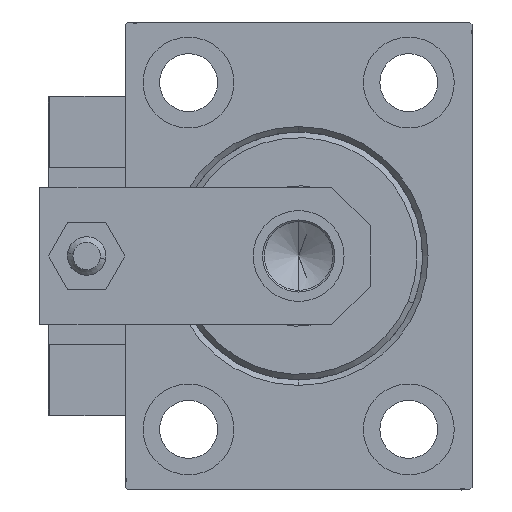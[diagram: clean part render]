
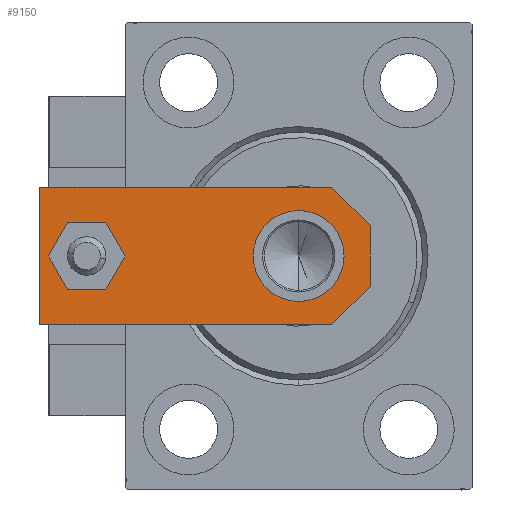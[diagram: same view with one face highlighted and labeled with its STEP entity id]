
A CAD part, left-side view. The second image highlights one B-rep face of the part: STEP entity #9150.
In plain terms, the highlighted face is planar.
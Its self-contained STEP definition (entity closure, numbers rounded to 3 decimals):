
#2203 = VERTEX_POINT ( 'NONE', #7728 ) ;
#2392 = VERTEX_POINT ( 'NONE', #10253 ) ;
#2395 = FACE_BOUND ( 'NONE', #14157, .T. ) ;
#2536 = VERTEX_POINT ( 'NONE', #48509 ) ;
#3286 = DIRECTION ( 'NONE',  ( 1., 0., 0. ) ) ;
#3548 = LINE ( 'NONE', #15077, #14001 ) ;
#3615 = EDGE_CURVE ( 'NONE', #2536, #41430, #50542, .T. ) ;
#3965 = VECTOR ( 'NONE', #3286, 1000. ) ;
#4124 = VERTEX_POINT ( 'NONE', #30412 ) ;
#4520 = ORIENTED_EDGE ( 'NONE', *, *, #14561, .T. ) ;
#5023 = CIRCLE ( 'NONE', #14824, 4. ) ;
#6454 = DIRECTION ( 'NONE',  ( 0.707, -0.707, 0. ) ) ;
#7028 = CIRCLE ( 'NONE', #35705, 8.25 ) ;
#7069 = AXIS2_PLACEMENT_3D ( 'NONE', #28994, #17428, #28754 ) ;
#7728 = CARTESIAN_POINT ( 'NONE',  ( -12.5, 7., 6. ) ) ;
#8030 = LINE ( 'NONE', #16214, #30795 ) ;
#9150 = ADVANCED_FACE ( 'NONE', ( #47321, #43475, #2395 ), #45251, .T. ) ;
#9529 = LINE ( 'NONE', #30055, #39422 ) ;
#9615 = VECTOR ( 'NONE', #37271, 1000. ) ;
#10253 = CARTESIAN_POINT ( 'NONE',  ( -4., 51.5, 6. ) ) ;
#11659 = EDGE_CURVE ( 'NONE', #45196, #29039, #23704, .T. ) ;
#11719 = CARTESIAN_POINT ( 'NONE',  ( -12.5, 0., 6. ) ) ;
#11936 = EDGE_LOOP ( 'NONE', ( #47750, #14641 ) ) ;
#13234 = ORIENTED_EDGE ( 'NONE', *, *, #3615, .T. ) ;
#13281 = DIRECTION ( 'NONE',  ( 1., 0., 0. ) ) ;
#13295 = CARTESIAN_POINT ( 'NONE',  ( 4., 51.5, 6. ) ) ;
#14001 = VECTOR ( 'NONE', #26896, 1000. ) ;
#14157 = EDGE_LOOP ( 'NONE', ( #44659, #47155 ) ) ;
#14159 = DIRECTION ( 'NONE',  ( 0., 0., 1. ) ) ;
#14561 = EDGE_CURVE ( 'NONE', #2203, #43189, #9529, .T. ) ;
#14641 = ORIENTED_EDGE ( 'NONE', *, *, #20648, .F. ) ;
#14824 = AXIS2_PLACEMENT_3D ( 'NONE', #18682, #27158, #31025 ) ;
#14933 = EDGE_CURVE ( 'NONE', #41430, #17497, #3548, .T. ) ;
#15077 = CARTESIAN_POINT ( 'NONE',  ( 12.5, 0., 6. ) ) ;
#16214 = CARTESIAN_POINT ( 'NONE',  ( 12.5, 60., 6. ) ) ;
#16991 = DIRECTION ( 'NONE',  ( 1., 0., 0. ) ) ;
#17359 = EDGE_LOOP ( 'NONE', ( #45801, #4520, #32725, #13234, #50652, #28289 ) ) ;
#17428 = DIRECTION ( 'NONE',  ( 0., 0., 1. ) ) ;
#17497 = VERTEX_POINT ( 'NONE', #17830 ) ;
#17830 = CARTESIAN_POINT ( 'NONE',  ( 12.5, 60., 6. ) ) ;
#18682 = CARTESIAN_POINT ( 'NONE',  ( 0., 51.5, 6. ) ) ;
#19544 = EDGE_CURVE ( 'NONE', #17497, #4124, #8030, .T. ) ;
#20648 = EDGE_CURVE ( 'NONE', #49333, #2392, #32466, .T. ) ;
#21071 = CARTESIAN_POINT ( 'NONE',  ( -5.5, 0., 6. ) ) ;
#22887 = DIRECTION ( 'NONE',  ( 0., -1., 0. ) ) ;
#23314 = CARTESIAN_POINT ( 'NONE',  ( -8.25, 13., 6. ) ) ;
#23652 = CARTESIAN_POINT ( 'NONE',  ( 8.25, 13., 6. ) ) ;
#23704 = CIRCLE ( 'NONE', #27821, 8.25 ) ;
#23911 = VECTOR ( 'NONE', #22887, 1000. ) ;
#25800 = DIRECTION ( 'NONE',  ( 0., 0., 1. ) ) ;
#25892 = EDGE_CURVE ( 'NONE', #43189, #2536, #46147, .T. ) ;
#26896 = DIRECTION ( 'NONE',  ( 0., 1., 0. ) ) ;
#27158 = DIRECTION ( 'NONE',  ( 0., 0., 1. ) ) ;
#27821 = AXIS2_PLACEMENT_3D ( 'NONE', #36644, #33056, #13281 ) ;
#28289 = ORIENTED_EDGE ( 'NONE', *, *, #19544, .T. ) ;
#28754 = DIRECTION ( 'NONE',  ( 1., 0., 0. ) ) ;
#28994 = CARTESIAN_POINT ( 'NONE',  ( 0., 51.5, 6. ) ) ;
#29039 = VERTEX_POINT ( 'NONE', #23652 ) ;
#30055 = CARTESIAN_POINT ( 'NONE',  ( -2.75, -2.75, 6. ) ) ;
#30412 = CARTESIAN_POINT ( 'NONE',  ( -12.5, 60., 6. ) ) ;
#30795 = VECTOR ( 'NONE', #31896, 1000. ) ;
#31025 = DIRECTION ( 'NONE',  ( 1., 0., 0. ) ) ;
#31896 = DIRECTION ( 'NONE',  ( -1., 0., 0. ) ) ;
#32466 = CIRCLE ( 'NONE', #7069, 4. ) ;
#32725 = ORIENTED_EDGE ( 'NONE', *, *, #25892, .T. ) ;
#33056 = DIRECTION ( 'NONE',  ( 0., 0., 1. ) ) ;
#34439 = LINE ( 'NONE', #50101, #23911 ) ;
#35648 = EDGE_CURVE ( 'NONE', #2392, #49333, #5023, .T. ) ;
#35705 = AXIS2_PLACEMENT_3D ( 'NONE', #41979, #25800, #50168 ) ;
#36644 = CARTESIAN_POINT ( 'NONE',  ( 0., 13., 6. ) ) ;
#37271 = DIRECTION ( 'NONE',  ( 0.707, 0.707, 0. ) ) ;
#37519 = CARTESIAN_POINT ( 'NONE',  ( 0., 0., 6. ) ) ;
#38135 = EDGE_CURVE ( 'NONE', #4124, #2203, #34439, .T. ) ;
#39422 = VECTOR ( 'NONE', #6454, 1000. ) ;
#41430 = VERTEX_POINT ( 'NONE', #48530 ) ;
#41979 = CARTESIAN_POINT ( 'NONE',  ( 0., 13., 6. ) ) ;
#43189 = VERTEX_POINT ( 'NONE', #21071 ) ;
#43475 = FACE_OUTER_BOUND ( 'NONE', #17359, .T. ) ;
#44659 = ORIENTED_EDGE ( 'NONE', *, *, #11659, .F. ) ;
#45196 = VERTEX_POINT ( 'NONE', #23314 ) ;
#45251 = PLANE ( 'NONE',  #49836 ) ;
#45801 = ORIENTED_EDGE ( 'NONE', *, *, #38135, .T. ) ;
#46147 = LINE ( 'NONE', #11719, #3965 ) ;
#46450 = CARTESIAN_POINT ( 'NONE',  ( 2.75, -2.75, 6. ) ) ;
#47155 = ORIENTED_EDGE ( 'NONE', *, *, #49614, .F. ) ;
#47321 = FACE_BOUND ( 'NONE', #11936, .T. ) ;
#47750 = ORIENTED_EDGE ( 'NONE', *, *, #35648, .F. ) ;
#48509 = CARTESIAN_POINT ( 'NONE',  ( 5.5, 0., 6. ) ) ;
#48530 = CARTESIAN_POINT ( 'NONE',  ( 12.5, 7., 6. ) ) ;
#49333 = VERTEX_POINT ( 'NONE', #13295 ) ;
#49614 = EDGE_CURVE ( 'NONE', #29039, #45196, #7028, .T. ) ;
#49836 = AXIS2_PLACEMENT_3D ( 'NONE', #37519, #14159, #16991 ) ;
#50101 = CARTESIAN_POINT ( 'NONE',  ( -12.5, 60., 6. ) ) ;
#50168 = DIRECTION ( 'NONE',  ( 1., 0., 0. ) ) ;
#50542 = LINE ( 'NONE', #46450, #9615 ) ;
#50652 = ORIENTED_EDGE ( 'NONE', *, *, #14933, .T. ) ;
